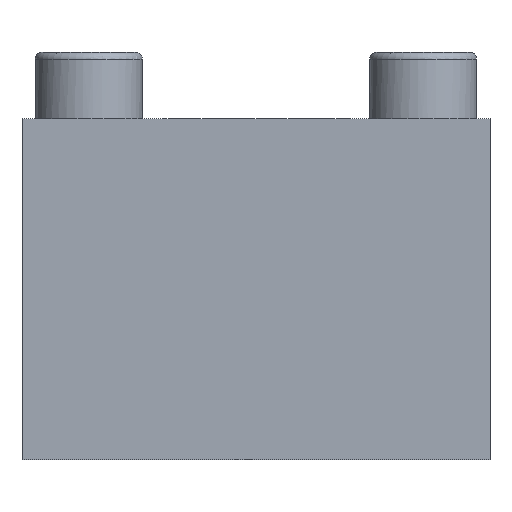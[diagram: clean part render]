
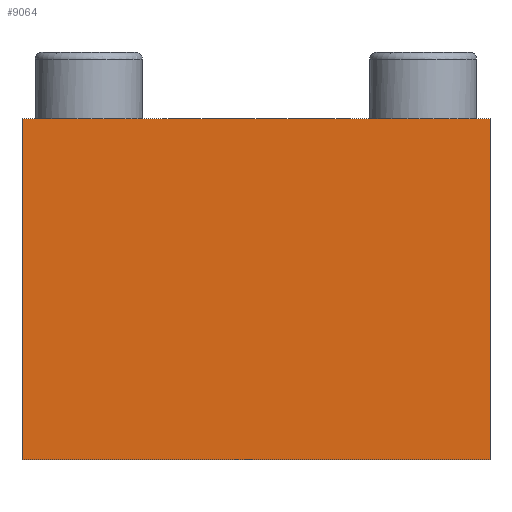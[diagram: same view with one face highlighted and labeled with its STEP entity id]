
A CAD part, front view. The second image highlights one B-rep face of the part: STEP entity #9064.
In plain terms, the highlighted planar face has unit normal (0, -1, 0).
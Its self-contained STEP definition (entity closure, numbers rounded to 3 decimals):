
#42=CARTESIAN_POINT('',(-35.,-125.,41.));
#43=VERTEX_POINT('',#42);
#50=CARTESIAN_POINT('',(35.,-125.,41.));
#51=VERTEX_POINT('',#50);
#52=CARTESIAN_POINT('',(-35.,-125.,41.));
#53=DIRECTION('',(1.,0.,-0.));
#54=VECTOR('',#53,70.);
#55=LINE('',#52,#54);
#56=EDGE_CURVE('',#43,#51,#55,.T.);
#9015=CARTESIAN_POINT('',(-35.,-125.,-10.));
#9016=VERTEX_POINT('',#9015);
#9017=CARTESIAN_POINT('',(-35.,-125.,41.));
#9018=DIRECTION('',(-0.,0.,-1.));
#9019=VECTOR('',#9018,51.);
#9020=LINE('',#9017,#9019);
#9021=EDGE_CURVE('',#43,#9016,#9020,.T.);
#9041=CARTESIAN_POINT('',(35.,-125.,31.));
#9042=DIRECTION('',(-0.,-1.,-0.));
#9043=DIRECTION('',(-1.,0.,0.));
#9044=AXIS2_PLACEMENT_3D('',#9041,#9042,#9043);
#9045=PLANE('',#9044);
#9046=CARTESIAN_POINT('',(35.,-125.,-10.));
#9047=VERTEX_POINT('',#9046);
#9048=CARTESIAN_POINT('',(35.,-125.,41.));
#9049=DIRECTION('',(0.,0.,-1.));
#9050=VECTOR('',#9049,51.);
#9051=LINE('',#9048,#9050);
#9052=EDGE_CURVE('',#51,#9047,#9051,.T.);
#9053=ORIENTED_EDGE('',*,*,#9052,.F.);
#9054=ORIENTED_EDGE('',*,*,#56,.F.);
#9055=ORIENTED_EDGE('',*,*,#9021,.T.);
#9056=CARTESIAN_POINT('',(35.,-125.,-10.));
#9057=DIRECTION('',(-1.,0.,0.));
#9058=VECTOR('',#9057,70.);
#9059=LINE('',#9056,#9058);
#9060=EDGE_CURVE('',#9047,#9016,#9059,.T.);
#9061=ORIENTED_EDGE('',*,*,#9060,.F.);
#9062=EDGE_LOOP('',(#9053,#9054,#9055,#9061));
#9063=FACE_BOUND('',#9062,.T.);
#9064=ADVANCED_FACE('',(#9063),#9045,.T.);
